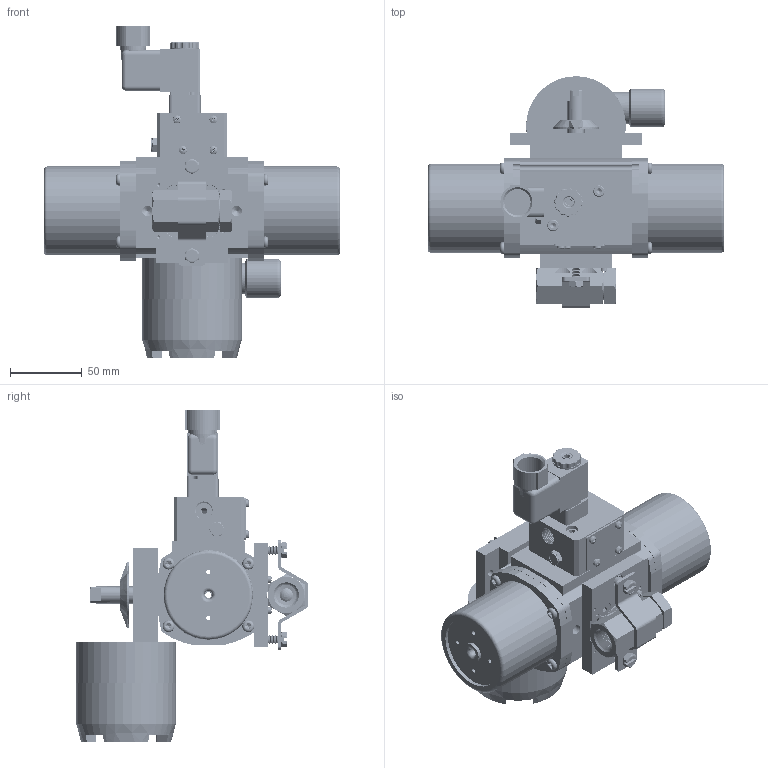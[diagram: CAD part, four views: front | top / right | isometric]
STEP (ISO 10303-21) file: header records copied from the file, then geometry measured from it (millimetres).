
FILE_DESCRIPTION (( 'STEP AP203' ), '1' );
FILE_NAME ('87MXXNA512SR3GPDCLS.step', '2018-05-01T12:14:01', ( '' ), ( '' ), 'SwSTEP 2.0', 'SolidWorks 2017', '' );
FILE_SCHEMA (( 'CONFIG_CONTROL_DESIGN' ));
Length unit declared in the file: inch
Products named in the file (1): 87MXXNA512SR3GPDCLS
Bounding box: 206.38 x 161.26 x 231.14 mm (x, y, z)
Volume: 760561.6 mm3; surface area: 321413.7 mm2
Topology: 66 solids, 66 shells, 5625 faces, 14673 edges, 9189 vertices
Faces by surface type: cylinder 2745, cone 1602, plane 917, torus 186, bspline 157, sphere 18
Entity records: 222802 total; most frequent: CARTESIAN_POINT 89564, ORIENTED_EDGE 29014, DIRECTION 28021, EDGE_CURVE 14507, AXIS2_PLACEMENT_3D 11227, VERTEX_POINT 9185, EDGE_LOOP 6040, CIRCLE 5758
